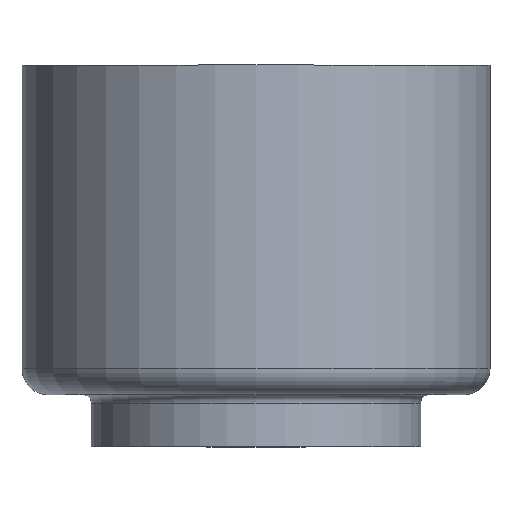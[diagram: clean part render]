
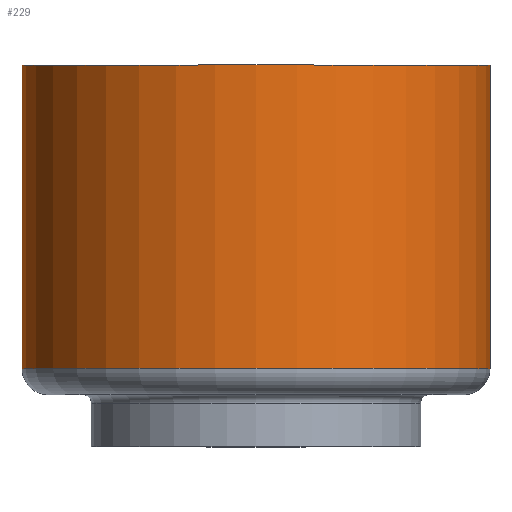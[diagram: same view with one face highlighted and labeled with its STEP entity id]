
A CAD part, top view. The second image highlights one B-rep face of the part: STEP entity #229.
In plain terms, the highlighted cylindrical face has radius 13.5 mm (diameter 27 mm), a full revolution.
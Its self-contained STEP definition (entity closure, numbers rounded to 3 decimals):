
#18=LINE('',#420,#22);
#22=VECTOR('',#345,13.5);
#26=CYLINDRICAL_SURFACE('',#276,13.5);
#38=FACE_OUTER_BOUND('',#51,.T.);
#51=EDGE_LOOP('',(#173,#174,#175,#176,#177,#178,#179));
#71=CIRCLE('',#272,13.5);
#72=CIRCLE('',#273,13.5);
#74=CIRCLE('',#275,13.5);
#75=CIRCLE('',#277,13.5);
#76=CIRCLE('',#278,13.5);
#98=VERTEX_POINT('',#408);
#99=VERTEX_POINT('',#409);
#100=VERTEX_POINT('',#411);
#101=VERTEX_POINT('',#416);
#102=VERTEX_POINT('',#417);
#125=EDGE_CURVE('',#98,#99,#71,.T.);
#126=EDGE_CURVE('',#100,#98,#72,.T.);
#128=EDGE_CURVE('',#99,#100,#74,.T.);
#129=EDGE_CURVE('',#101,#102,#75,.T.);
#130=EDGE_CURVE('',#102,#101,#76,.T.);
#131=EDGE_CURVE('',#102,#99,#18,.T.);
#173=ORIENTED_EDGE('',*,*,#129,.F.);
#174=ORIENTED_EDGE('',*,*,#130,.F.);
#175=ORIENTED_EDGE('',*,*,#131,.T.);
#176=ORIENTED_EDGE('',*,*,#128,.T.);
#177=ORIENTED_EDGE('',*,*,#126,.T.);
#178=ORIENTED_EDGE('',*,*,#125,.T.);
#179=ORIENTED_EDGE('',*,*,#131,.F.);
#229=ADVANCED_FACE('',(#38),#26,.T.);
#272=AXIS2_PLACEMENT_3D('',#410,#331,#332);
#273=AXIS2_PLACEMENT_3D('',#412,#333,#334);
#275=AXIS2_PLACEMENT_3D('',#414,#337,#338);
#276=AXIS2_PLACEMENT_3D('',#415,#339,#340);
#277=AXIS2_PLACEMENT_3D('',#418,#341,#342);
#278=AXIS2_PLACEMENT_3D('',#419,#343,#344);
#331=DIRECTION('center_axis',(0.,1.,0.));
#332=DIRECTION('ref_axis',(-1.,0.,0.));
#333=DIRECTION('center_axis',(0.,1.,0.));
#334=DIRECTION('ref_axis',(-1.,0.,0.));
#337=DIRECTION('center_axis',(0.,1.,0.));
#338=DIRECTION('ref_axis',(-1.,0.,0.));
#339=DIRECTION('center_axis',(0.,1.,0.));
#340=DIRECTION('ref_axis',(-1.,0.,0.));
#341=DIRECTION('center_axis',(0.,1.,0.));
#342=DIRECTION('ref_axis',(-1.,0.,0.));
#343=DIRECTION('center_axis',(0.,1.,0.));
#344=DIRECTION('ref_axis',(-1.,0.,0.));
#345=DIRECTION('',(0.,-1.,0.));
#408=CARTESIAN_POINT('',(-13.5,4.5,0.));
#409=CARTESIAN_POINT('',(13.5,4.5,0.));
#410=CARTESIAN_POINT('Origin',(0.,4.5,0.));
#411=CARTESIAN_POINT('',(0.,4.5,-13.5));
#412=CARTESIAN_POINT('Origin',(0.,4.5,0.));
#414=CARTESIAN_POINT('Origin',(0.,4.5,0.));
#415=CARTESIAN_POINT('Origin',(0.,13.25,0.));
#416=CARTESIAN_POINT('',(-13.5,22.,0.));
#417=CARTESIAN_POINT('',(13.5,22.,0.));
#418=CARTESIAN_POINT('Origin',(0.,22.,0.));
#419=CARTESIAN_POINT('Origin',(0.,22.,0.));
#420=CARTESIAN_POINT('',(13.5,13.25,0.));
